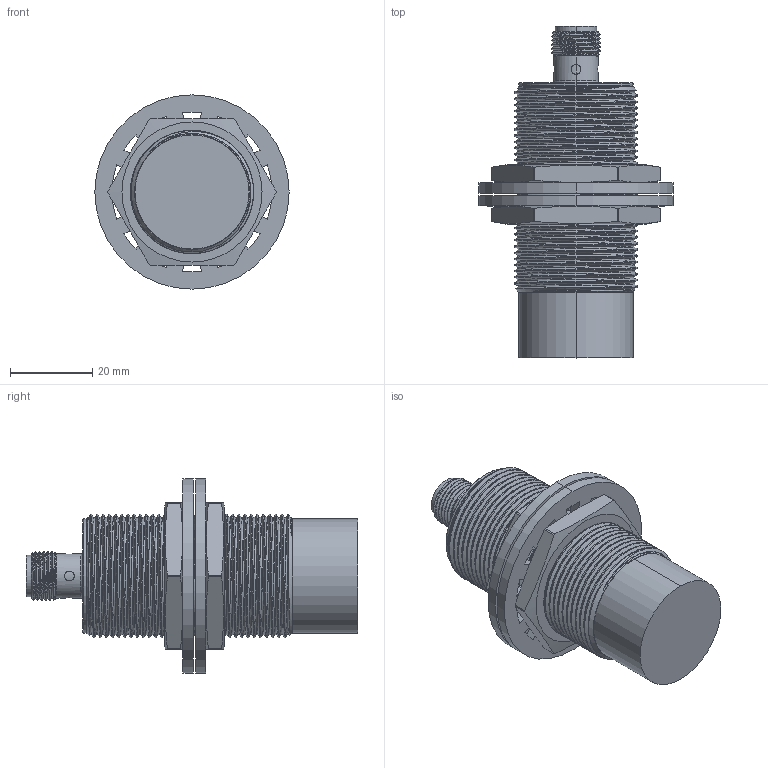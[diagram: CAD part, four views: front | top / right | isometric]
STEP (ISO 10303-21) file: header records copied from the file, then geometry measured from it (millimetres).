
FILE_DESCRIPTION (( 'STEP AP203' ), '1' );
FILE_NAME ('IX3050N22XXM12E1.STEP', '2025-01-06T01:42:42', ( 'User' ), ( 'China' ), 'SwSTEP 2.0', 'SolidWorks 2016', '' );
FILE_SCHEMA (( 'CONFIG_CONTROL_DESIGN' ));
Products named in the file (1): IX3050N22XXM12E1
Bounding box: 47.3 x 80.8 x 47.3 mm (x, y, z)
Volume: 52120.9 mm3; surface area: 19987 mm2
Topology: 5 solids, 5 shells, 418 faces, 1170 edges, 773 vertices
Faces by surface type: cylinder 257, plane 117, cone 22, torus 10, bspline 8, sphere 4
Entity records: 32908 total; most frequent: CARTESIAN_POINT 22711, ORIENTED_EDGE 2324, DIRECTION 1802, EDGE_CURVE 1162, VERTEX_POINT 769, AXIS2_PLACEMENT_3D 631, LINE 540, VECTOR 540
